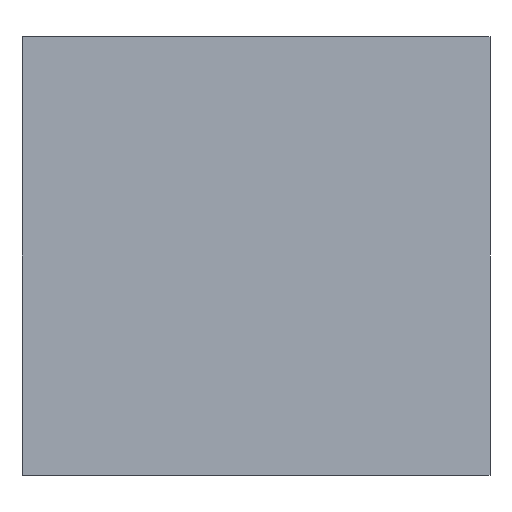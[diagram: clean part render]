
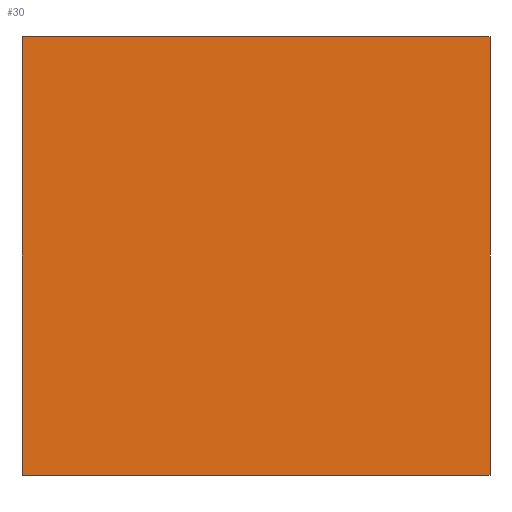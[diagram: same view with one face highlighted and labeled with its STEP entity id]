
A CAD part, front view. The second image highlights one B-rep face of the part: STEP entity #30.
In plain terms, the highlighted planar face has unit normal (0.1, -0.995, 0).
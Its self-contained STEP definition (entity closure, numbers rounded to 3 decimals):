
#30=ADVANCED_FACE('',(#36),#72,.T.);
#36=FACE_OUTER_BOUND('',#42,.F.);
#42=EDGE_LOOP('',(#57,#58,#59,#60));
#57=ORIENTED_EDGE('',*,*,#84,.T.);
#58=ORIENTED_EDGE('',*,*,#91,.F.);
#59=ORIENTED_EDGE('',*,*,#88,.F.);
#60=ORIENTED_EDGE('',*,*,#92,.T.);
#72=PLANE('',#132);
#84=EDGE_CURVE('',#124,#126,#96,.T.);
#88=EDGE_CURVE('',#120,#122,#100,.T.);
#91=EDGE_CURVE('',#122,#126,#103,.T.);
#92=EDGE_CURVE('',#120,#124,#104,.T.);
#96=LINE('',#174,#108);
#100=LINE('',#178,#112);
#103=LINE('',#181,#115);
#104=LINE('',#182,#116);
#108=VECTOR('',#139,53.689);
#112=VECTOR('',#143,53.689);
#115=VECTOR('',#146,50.);
#116=VECTOR('',#147,50.);
#120=VERTEX_POINT('',#166);
#122=VERTEX_POINT('',#168);
#124=VERTEX_POINT('',#170);
#126=VERTEX_POINT('',#172);
#132=AXIS2_PLACEMENT_3D('',#188,#156,#157);
#139=DIRECTION('',(0.995,0.1,0.));
#143=DIRECTION('',(0.995,0.1,0.));
#146=DIRECTION('',(0.,0.,1.));
#147=DIRECTION('',(0.,0.,1.));
#156=DIRECTION('',(0.1,-0.995,0.));
#157=DIRECTION('',(0.995,0.1,0.));
#166=CARTESIAN_POINT('',(14.447,25.198,0.));
#168=CARTESIAN_POINT('',(67.867,30.574,0.));
#170=CARTESIAN_POINT('',(14.447,25.198,50.));
#172=CARTESIAN_POINT('',(67.867,30.574,50.));
#174=CARTESIAN_POINT('',(14.447,25.198,50.));
#178=CARTESIAN_POINT('',(14.447,25.198,0.));
#181=CARTESIAN_POINT('',(67.867,30.574,0.));
#182=CARTESIAN_POINT('',(14.447,25.198,0.));
#188=CARTESIAN_POINT('',(13.913,25.144,-0.537));
